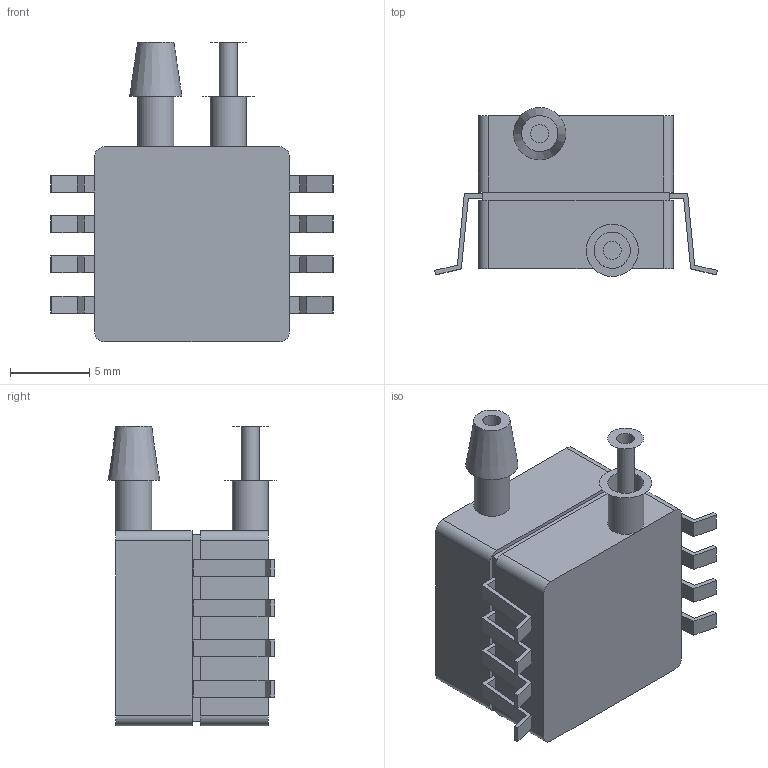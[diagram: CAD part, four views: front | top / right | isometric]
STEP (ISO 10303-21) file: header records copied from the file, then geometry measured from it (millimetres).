
FILE_DESCRIPTION(/* description */ (''),/* implementation_level */ '2;1');
FILE_NAME(/* name */ 'MPXV7002.step',/* time_stamp */ '2018-03-13T13:23:03-06:00',/* author */ ('jon.lovering'),/* organization */ (''),/* preprocessor_version */ 'ST-DEVELOPER v16.13',/* originating_system */ 'Autodesk Translation Framework v6.5.0.72',/* authorisation */ '');
FILE_SCHEMA (('AUTOMOTIVE_DESIGN { 1 0 10303 214 3 1 1 }'));
Length unit declared in the file: inch
Products named in the file (1): MPXV7002
Bounding box: 17.84 x 10.67 x 18.92 mm (x, y, z)
Volume: 1527.3 mm3; surface area: 1111 mm2
Topology: 9 solids, 9 shells, 116 faces, 276 edges, 184 vertices
Faces by surface type: plane 102, cylinder 12, cone 2
Full cylindrical faces by diameter (mm): 1.136 x1, 1.143 x1, 2.286 x2
Entity records: 3353 total; most frequent: CARTESIAN_POINT 577, ORIENTED_EDGE 552, DIRECTION 542, EDGE_CURVE 276, LINE 244, VECTOR 244, VERTEX_POINT 184, AXIS2_PLACEMENT_3D 149
